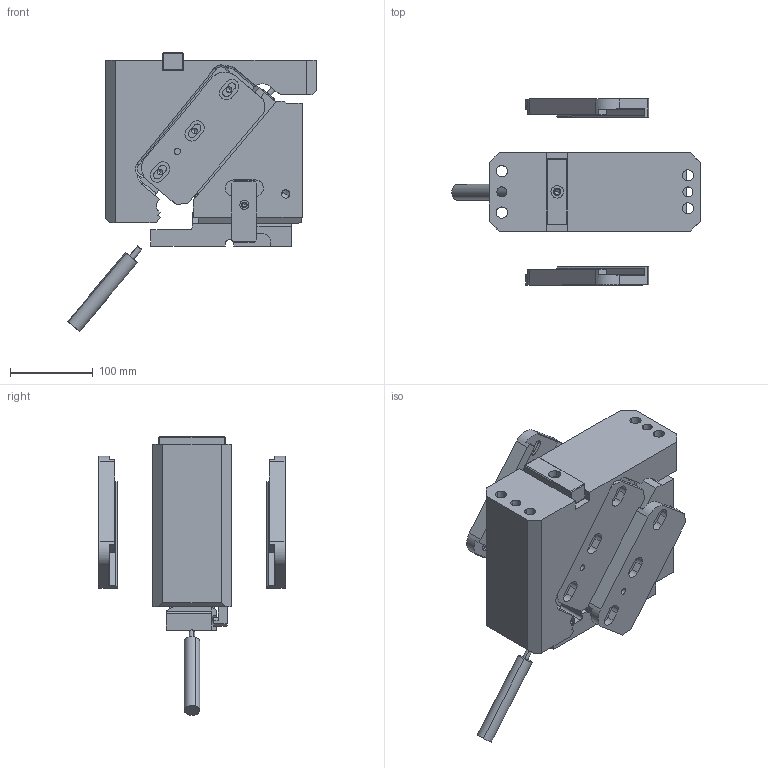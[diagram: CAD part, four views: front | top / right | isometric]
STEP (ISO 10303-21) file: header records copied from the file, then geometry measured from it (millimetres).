
FILE_DESCRIPTION(('CATIA V5 STEP','CAx-IF Rec.Pracs.--- Model Styling and Organization---1.4--- 2014-01-23'),'2;1');
FILE_NAME('ES_OT_0095_00__IND_03__29040__SCHIEBERADAPTER_PART__2012_10_02__SCHWER.stp','2017-10-23T13:48:45+00:00',('none'),('none'),'CATIA Version 5-6 Release 2016 SP3 HF35','CATIA V5 STEP AP203 WITH EXTENSIONS','none');
FILE_SCHEMA(('CONFIG_CONTROL_DESIGN','SHAPE_APPEARANCE_LAYER_MIM'));
Length unit declared in the file: millimetre
Products named in the file (1): ES_OT_0095_00__IND_03__29040__SCHIEBERADAPTER_PART__2012_10_02__SCHWER
Bounding box: 300.53 x 225 x 337.07 mm (x, y, z)
Volume: 4297558 mm3; surface area: 501005.9 mm2
Topology: 7 solids, 9 shells, 800 faces, 2086 edges, 1325 vertices
Faces by surface type: plane 434, cylinder 292, cone 54, torus 19, sphere 1
Entity records: 23360 total; most frequent: CARTESIAN_POINT 4966, ORIENTED_EDGE 4096, DIRECTION 3073, EDGE_CURVE 2048, VERTEX_POINT 1321, VECTOR 1268, LINE 1268, AXIS2_PLACEMENT_3D 1213
